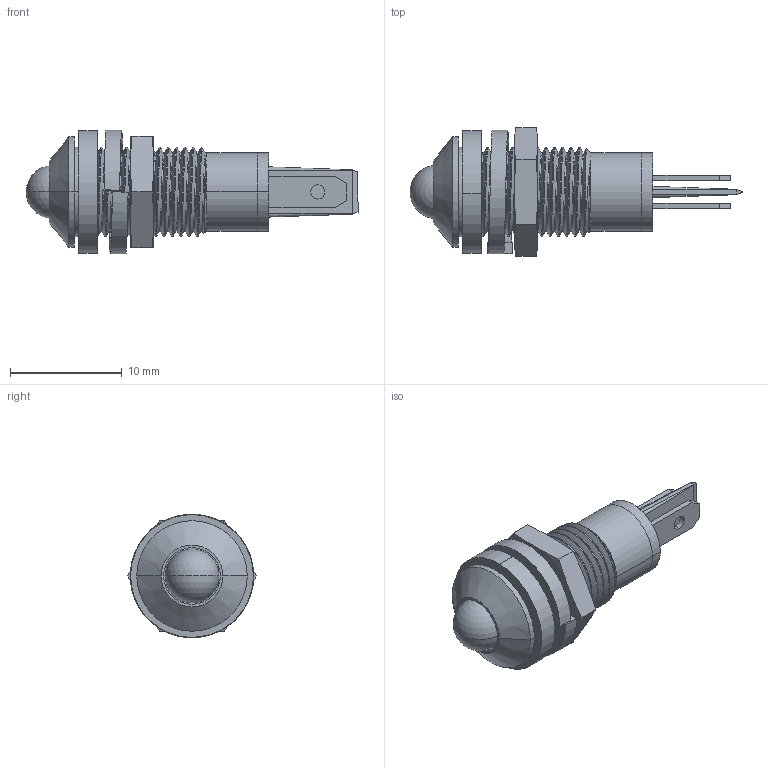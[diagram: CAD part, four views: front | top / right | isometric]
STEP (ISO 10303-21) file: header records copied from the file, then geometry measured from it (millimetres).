
FILE_DESCRIPTION (( 'STEP AP214' ), '1' );
FILE_NAME ('CCLB-2.STEP', '2020-06-09T16:40:19', ( 'user' ), ( 'Microsoft' ), 'SwSTEP 2.0', 'SolidWorks 2018', '' );
FILE_SCHEMA (( 'AUTOMOTIVE_DESIGN' ));
Length unit declared in the file: foot
Products named in the file (8): 21365-01(23)_QUICK CONNECT CONTACT; 21365-011_QUICK CONNECT CLIP; 21030-5MM LED_SHORT BOTH; 21365-001_GASKET; 21366-001_M8 HEX NUT; 21365-005_SPLIT LOCK WASHER_21365-005_SPLIT LOCK WASHER; 21367-CC_CCLB HOUSING_CC_long; CCLB-2
Assembly tree (8 placements, depth 2):
  CCLB-2
    21367-CC_CCLB HOUSING_CC_long
    21365-005_SPLIT LOCK WASHER_21365-005_SPLIT LOCK WASHER
    21366-001_M8 HEX NUT
    21365-001_GASKET
    21030-5MM LED_SHORT BOTH
    21365-011_QUICK CONNECT CLIP
    21365-01(23)_QUICK CONNECT CONTACT  x2
Bounding box: 29.75 x 11.55 x 11.06 mm (x, y, z)
Volume: 796.1 mm3; surface area: 2215.5 mm2
Topology: 8 solids, 8 shells, 220 faces, 578 edges, 382 vertices
Faces by surface type: plane 102, cylinder 81, cone 26, bspline 9, sphere 2
Entity records: 10310 total; most frequent: CARTESIAN_POINT 4974, ORIENTED_EDGE 1080, DIRECTION 939, EDGE_CURVE 540, VERTEX_POINT 358, AXIS2_PLACEMENT_3D 323, VECTOR 293, LINE 293
